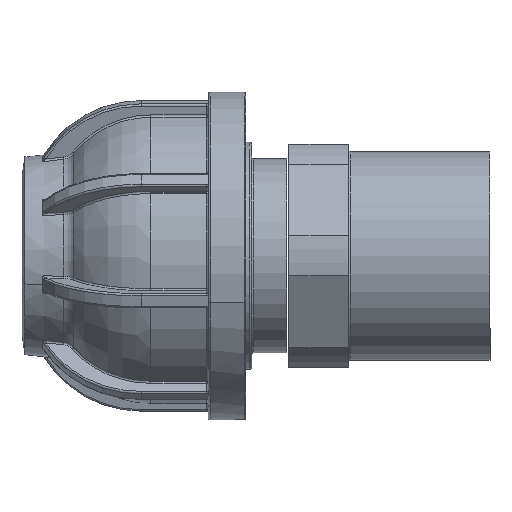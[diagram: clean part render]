
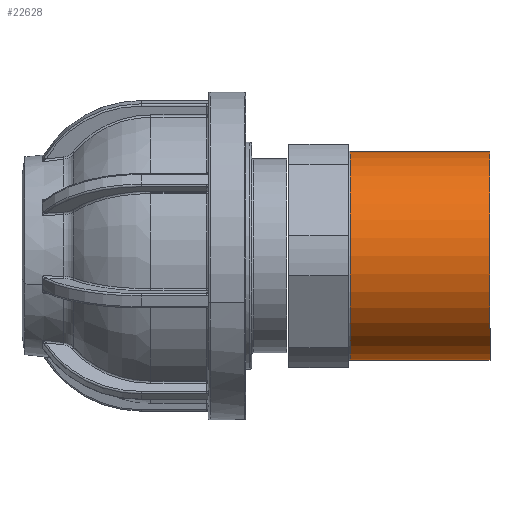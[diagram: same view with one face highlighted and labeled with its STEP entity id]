
A CAD part, front view. The second image highlights one B-rep face of the part: STEP entity #22628.
In plain terms, the highlighted cylindrical face has radius 14 mm (diameter 28 mm), a partial arc.
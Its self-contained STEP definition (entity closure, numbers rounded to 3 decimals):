
#3835 = CARTESIAN_POINT ( 'NONE',  ( -19.5, -27.926, 0. ) ) ;
#3836 = DIRECTION ( 'NONE',  ( 1., 0., 0. ) ) ;
#3837 = DIRECTION ( 'NONE',  ( 0., 0., -1. ) ) ;
#8092 = CIRCLE ( 'NONE', #8093, 14. ) ;
#8093 = AXIS2_PLACEMENT_3D ( 'NONE', #9942, #9943, #9944 ) ;
#8097 = VECTOR ( 'NONE', #9949, 1000. ) ;
#8100 = VECTOR ( 'NONE', #9957, 1000. ) ;
#8140 = CIRCLE ( 'NONE', #8145, 14. ) ;
#8145 = AXIS2_PLACEMENT_3D ( 'NONE', #11568, #11569, #11570 ) ;
#9942 = CARTESIAN_POINT ( 'NONE',  ( -18.75, -27.926, 0. ) ) ;
#9943 = DIRECTION ( 'NONE',  ( 1., 0., 0. ) ) ;
#9944 = DIRECTION ( 'NONE',  ( 0., 0., 1. ) ) ;
#9948 = CARTESIAN_POINT ( 'NONE',  ( -19.5, -27.926, 14. ) ) ;
#9949 = DIRECTION ( 'NONE',  ( 1., 0., 0. ) ) ;
#9956 = CARTESIAN_POINT ( 'NONE',  ( -19.5, -27.926, -14. ) ) ;
#9957 = DIRECTION ( 'NONE',  ( 1., 0., 0. ) ) ;
#11568 = CARTESIAN_POINT ( 'NONE',  ( 0., -27.926, 0. ) ) ;
#11569 = DIRECTION ( 'NONE',  ( 1., 0., 0. ) ) ;
#11570 = DIRECTION ( 'NONE',  ( 0., 0., -1. ) ) ;
#15028 = FACE_OUTER_BOUND ( 'NONE', #23155, .T. ) ;
#15029 = CYLINDRICAL_SURFACE ( 'NONE', #29160, 14. ) ;
#15490 = LINE ( 'NONE', #9948, #8097 ) ;
#15491 = LINE ( 'NONE', #9956, #8100 ) ;
#18535 = CARTESIAN_POINT ( 'NONE',  ( 0., -27.926, -14. ) ) ;
#18536 = CARTESIAN_POINT ( 'NONE',  ( 0., -27.926, 14. ) ) ;
#18537 = CARTESIAN_POINT ( 'NONE',  ( -18.75, -27.926, 14. ) ) ;
#18538 = CARTESIAN_POINT ( 'NONE',  ( -18.75, -27.926, -14. ) ) ;
#22628 = ADVANCED_FACE ( 'NONE', ( #15028 ), #15029, .T. ) ;
#23155 = EDGE_LOOP ( 'NONE', ( #26616, #26621, #26622, #26620 ) ) ;
#24520 = EDGE_CURVE ( 'NONE', #26863, #26864, #8092, .T. ) ;
#24522 = EDGE_CURVE ( 'NONE', #26863, #26862, #15490, .T. ) ;
#24525 = EDGE_CURVE ( 'NONE', #26864, #26861, #15491, .T. ) ;
#24601 = EDGE_CURVE ( 'NONE', #26862, #26861, #8140, .T. ) ;
#26616 = ORIENTED_EDGE ( 'NONE', *, *, #24522, .F. ) ;
#26620 = ORIENTED_EDGE ( 'NONE', *, *, #24601, .F. ) ;
#26621 = ORIENTED_EDGE ( 'NONE', *, *, #24520, .T. ) ;
#26622 = ORIENTED_EDGE ( 'NONE', *, *, #24525, .T. ) ;
#26861 = VERTEX_POINT ( 'NONE', #18535 ) ;
#26862 = VERTEX_POINT ( 'NONE', #18536 ) ;
#26863 = VERTEX_POINT ( 'NONE', #18537 ) ;
#26864 = VERTEX_POINT ( 'NONE', #18538 ) ;
#29160 = AXIS2_PLACEMENT_3D ( 'NONE', #3835, #3836, #3837 ) ;
